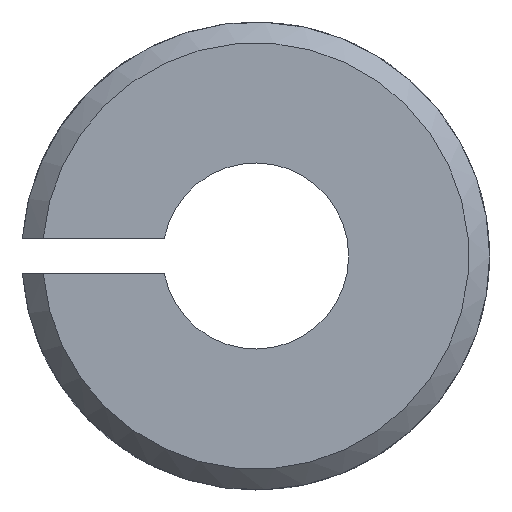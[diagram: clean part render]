
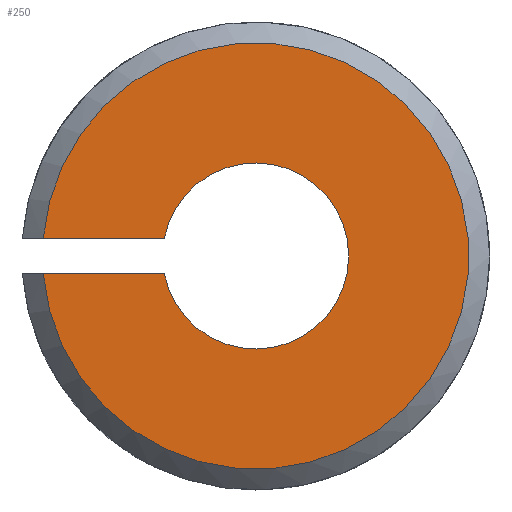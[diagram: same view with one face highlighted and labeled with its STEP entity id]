
A CAD part, front view. The second image highlights one B-rep face of the part: STEP entity #250.
In plain terms, the highlighted planar face has unit normal (0, -1, 0).
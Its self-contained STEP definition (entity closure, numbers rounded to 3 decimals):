
#38 = DIRECTION ( 'NONE',  ( 0., -1., 0. ) ) ;
#41 = FACE_OUTER_BOUND ( 'NONE', #819, .T. ) ;
#92 = DIRECTION ( 'NONE',  ( 1., 0., 0. ) ) ;
#101 = VERTEX_POINT ( 'NONE', #849 ) ;
#154 = CARTESIAN_POINT ( 'NONE',  ( 0., 0., 0. ) ) ;
#188 = EDGE_CURVE ( 'NONE', #101, #329, #777, .T. ) ;
#202 = LINE ( 'NONE', #313, #220 ) ;
#204 = AXIS2_PLACEMENT_3D ( 'NONE', #609, #317, #846 ) ;
#210 = DIRECTION ( 'NONE',  ( -1., 0., 0. ) ) ;
#212 = DIRECTION ( 'NONE',  ( 0., 1., 0. ) ) ;
#220 = VECTOR ( 'NONE', #863, 1000. ) ;
#221 = EDGE_CURVE ( 'NONE', #651, #101, #202, .T. ) ;
#250 = ADVANCED_FACE ( 'NONE', ( #41 ), #253, .T. ) ;
#253 = PLANE ( 'NONE',  #204 ) ;
#269 = CARTESIAN_POINT ( 'NONE',  ( 0., 0., 0. ) ) ;
#275 = CARTESIAN_POINT ( 'NONE',  ( -9.953, 0., 0.762 ) ) ;
#313 = CARTESIAN_POINT ( 'NONE',  ( -3.895, 0., -0.762 ) ) ;
#317 = DIRECTION ( 'NONE',  ( 0., -1., 0. ) ) ;
#329 = VERTEX_POINT ( 'NONE', #736 ) ;
#330 = ORIENTED_EDGE ( 'NONE', *, *, #896, .T. ) ;
#371 = ORIENTED_EDGE ( 'NONE', *, *, #826, .T. ) ;
#388 = CARTESIAN_POINT ( 'NONE',  ( -3.895, 0., 0.762 ) ) ;
#520 = LINE ( 'NONE', #275, #590 ) ;
#590 = VECTOR ( 'NONE', #887, 1000. ) ;
#609 = CARTESIAN_POINT ( 'NONE',  ( 0., 0., 0. ) ) ;
#645 = CIRCLE ( 'NONE', #781, 3.969 ) ;
#651 = VERTEX_POINT ( 'NONE', #685 ) ;
#685 = CARTESIAN_POINT ( 'NONE',  ( -3.895, 0., -0.762 ) ) ;
#730 = AXIS2_PLACEMENT_3D ( 'NONE', #154, #38, #92 ) ;
#736 = CARTESIAN_POINT ( 'NONE',  ( -9.061, 0., 0.762 ) ) ;
#739 = VERTEX_POINT ( 'NONE', #388 ) ;
#777 = CIRCLE ( 'NONE', #730, 9.093 ) ;
#781 = AXIS2_PLACEMENT_3D ( 'NONE', #269, #212, #210 ) ;
#819 = EDGE_LOOP ( 'NONE', ( #898, #835, #330, #371 ) ) ;
#826 = EDGE_CURVE ( 'NONE', #739, #651, #645, .T. ) ;
#835 = ORIENTED_EDGE ( 'NONE', *, *, #188, .T. ) ;
#846 = DIRECTION ( 'NONE',  ( 1., 0., 0. ) ) ;
#849 = CARTESIAN_POINT ( 'NONE',  ( -9.061, 0., -0.762 ) ) ;
#863 = DIRECTION ( 'NONE',  ( -1., 0., 0. ) ) ;
#887 = DIRECTION ( 'NONE',  ( 1., 0., 0. ) ) ;
#896 = EDGE_CURVE ( 'NONE', #329, #739, #520, .T. ) ;
#898 = ORIENTED_EDGE ( 'NONE', *, *, #221, .T. ) ;
